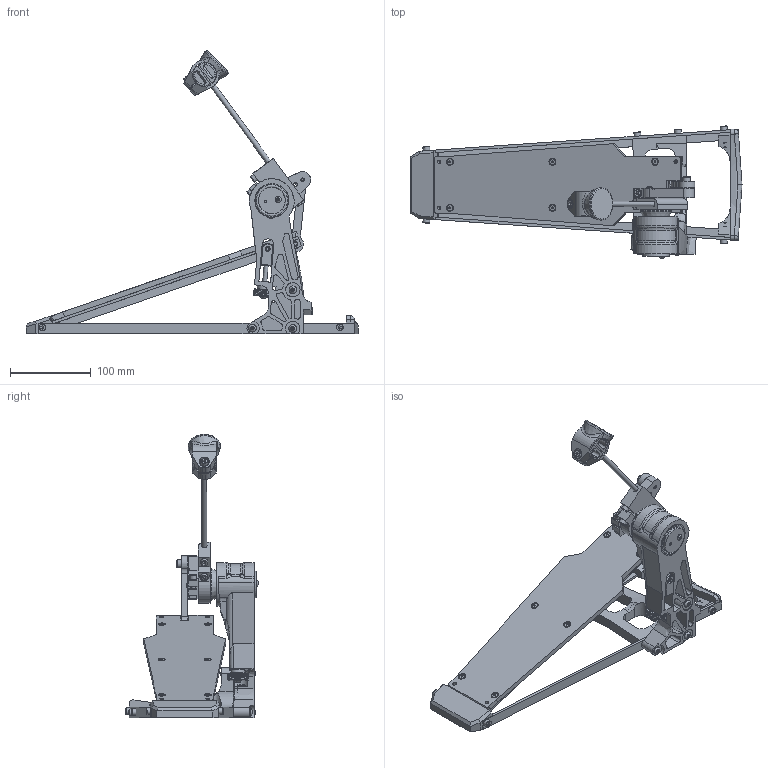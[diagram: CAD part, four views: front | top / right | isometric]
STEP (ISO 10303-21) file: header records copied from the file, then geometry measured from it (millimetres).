
FILE_DESCRIPTION(/* description */ ('STEP AP214'),/* implementation_level */ '2;1');
FILE_NAME(/* name */ '61191112bf0e45121586696d',/* time_stamp */ '2021-08-15T13:05:25+00:00',/* author */ (''),/* organization */ (''),/* preprocessor_version */ 'ST-DEVELOPER v18.1',/* originating_system */ ' ',/* authorisation */ ' ');
FILE_SCHEMA (('AUTOMOTIVE_DESIGN {1 0 10303 214 3 1 1}'));
Length unit declared in the file: metre
Products named in the file (41): Main Assembly; Link; Assembly Shaft <1>; Square Nut; Beater Rotate; Shaft - End; Socket Head Cap Screw; Beater Arm; Spring Holder; Beater; Shaft - Module; Shaft Module - Rigid; Layout Shaft <1>; Button Head Cap Screw; Shoulder Screw; HF0608 Needle Bearing; Beater - Shaft; Shaft - Spring; Assembly Board <1>; Hex socket countersunk head screw M4x0.7 x 10; Board Tube Mirror; Set Screw; Board; Frame Tube - Board; Layout Board <1>; Dowel Pin; Assembly Frame <1>; Frame Tube - Floor; Hoop Stopper; Feet - Strengthener; Floor Tube Mirror; Spring Tensioner; Feet; Knob; Layout Frame <1>; Ball Bearing; Heel Rest
Assembly tree (73 placements, depth 4):
  Main Assembly
    Link
    Assembly Shaft <1>
      Square Nut  x4
      Beater Rotate  x2
      Shaft - End
      Socket Head Cap Screw
      Beater Arm
      Spring Holder
      Beater
      Socket Head Cap Screw  x3
      Shaft - Module
      Shaft Module - Rigid
      Layout Shaft <1>
        Button Head Cap Screw  x2
        Shoulder Screw  x2
        HF0608 Needle Bearing  x2
      Beater - Shaft
      Shaft - Spring
    Assembly Board <1>
      Hex socket countersunk head screw M4x0.7 x 10  x6
      Board Tube Mirror
      Set Screw  x4
      Board
      Frame Tube - Board
      Layout Board <1>
        Dowel Pin  x2
        HF0608 Needle Bearing
    Assembly Frame <1>
      Socket Head Cap Screw  x6
      Frame Tube - Floor
      Hoop Stopper
      Feet - Strengthener
      Floor Tube Mirror
      Spring Tensioner
      Feet
      Spring Holder
      Knob
      Button Head Cap Screw  x2
      Layout Frame <1>
        HF0608 Needle Bearing  x3
        Shoulder Screw
        Ball Bearing  x2
        Square Nut
        Button Head Cap Screw
      Heel Rest
      Button Head Cap Screw
Bounding box: 411.37 x 164.1 x 351.05 mm (x, y, z)
Volume: 766333.9 mm3; surface area: 333803 mm2
Topology: 67 solids, 67 shells, 1771 faces, 4249 edges, 2647 vertices
Faces by surface type: plane 803, cylinder 535, cone 338, bspline 49, torus 38, sphere 8
Full cylindrical faces by diameter (mm): 3.3 x9, 3.5 x4, 3.571 x3, 4 x12, 4.167 x2, 4.2 x18, 4.5 x10, 4.8 x5, 5 x17, 5.5 x20, 6 x18, 6.35 x1, 6.85 x1, 7 x2, 7.53 x6, 7.6 x2, 8.5 x10, 9.5 x4, 10 x15, 12.25 x1, 13 x4, 17 x1, 17.75 x1, 30 x4, 33 x6, 39 x5, 40 x1, 42 x2, 54 x1
Entity records: 38592 total; most frequent: CARTESIAN_POINT 8064, DIRECTION 6382, ORIENTED_EDGE 5742, EDGE_CURVE 2871, AXIS2_PLACEMENT_3D 2483, VERTEX_POINT 1928, FACE_BOUND 1621, EDGE_LOOP 1603
